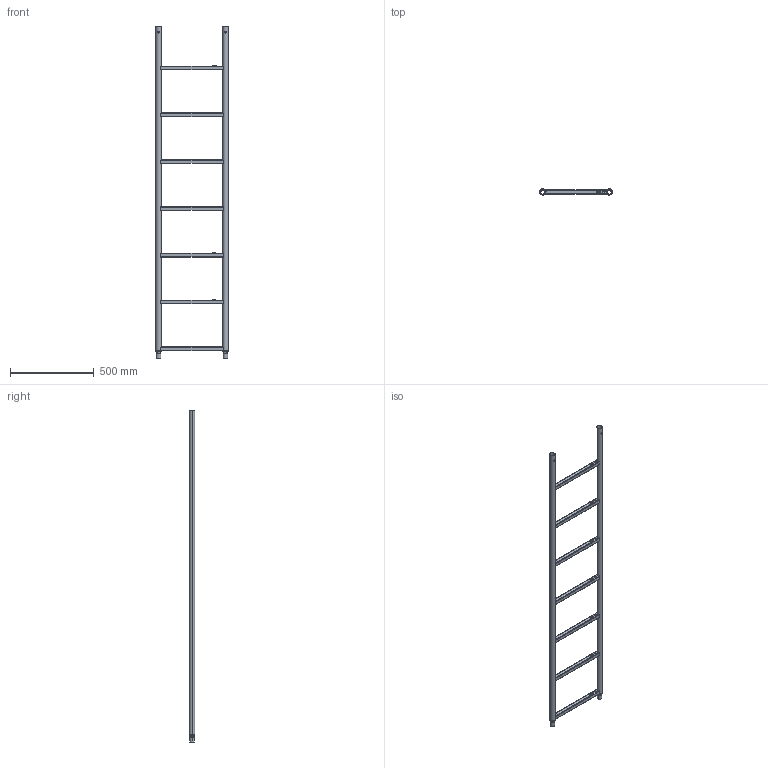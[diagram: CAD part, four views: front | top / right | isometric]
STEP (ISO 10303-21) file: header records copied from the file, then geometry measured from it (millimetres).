
FILE_DESCRIPTION (( 'STEP AP203' ), '1' );
FILE_NAME ('5284000007.STEP', '2024-04-24T14:17:39', ( '' ), ( '' ), 'SwSTEP 2.0', 'SolidWorks 2022', '' );
FILE_SCHEMA (( 'CONFIG_CONTROL_DESIGN' ));
Length unit declared in the file: metre
Products named in the file (1): 5284000007
Bounding box: 433.7 x 33.7 x 1986 mm (x, y, z)
Volume: 1117405 mm3; surface area: 1130165.3 mm2
Topology: 9 solids, 9 shells, 794 faces, 2086 edges, 1268 vertices
Faces by surface type: plane 228, cone 176, cylinder 157, torus 128, bspline 105
Entity records: 30039 total; most frequent: CARTESIAN_POINT 10940, ORIENTED_EDGE 4172, DIRECTION 3878, EDGE_CURVE 2086, AXIS2_PLACEMENT_3D 1482, VERTEX_POINT 1268, LINE 914, VECTOR 914
